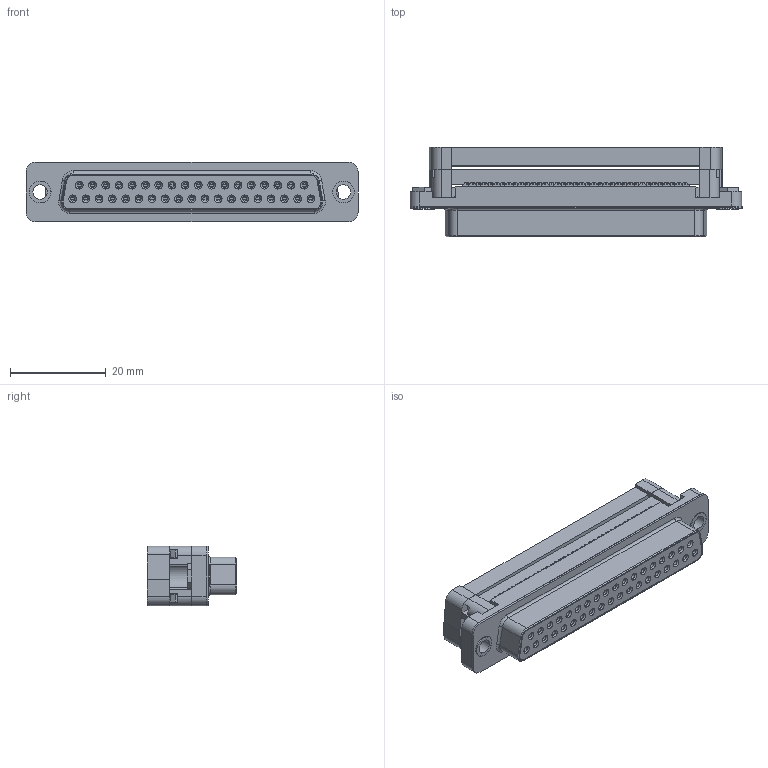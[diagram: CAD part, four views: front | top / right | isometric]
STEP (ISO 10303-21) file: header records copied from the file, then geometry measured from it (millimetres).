
FILE_DESCRIPTION(/* description */ ('Unknown'),/* implementation_level */ '2;1');
FILE_NAME(/* name */ '618037227221',/* time_stamp */ '2018-10-29T17:19:37+01:00',/* author */ ('Unknown'),/* organization */ ('Unknown'),/* preprocessor_version */ 'ST-DEVELOPER v16.7',/* originating_system */ 'DEX',/* authorisation */ $);
FILE_SCHEMA (('AUTOMOTIVE_DESIGN {1 0 10303 214 3 1 1}'));
Products named in the file (43): 6180xx227221_Close; 618037227221; 6180xx227221_PIN; 6180xx227221_PIN02; 6180xx227221_PIN12; 6180xx227221_PIN10; 6180xx227221_PIN11; 6180xx227221_PIN09; 6180xx227221_PIN08; 6180xx227221_PIN07; 61803722x221_Strain Relief; 6180xx227221_PIN04; 61803722x221_Pad; 6180xx227221_PIN06; 6180xx227221_PIN05; 6180xx22x221_ECROU; 6180xx227221_PIN03; 6180xx227221_PIN13; 6180xx227221_PIN14; 6180xx227221_PIN15; 6180xx227221_PIN16; 6180xx227221_PIN17; 6180xx227221_PIN18; 6180xx227221_PIN19; 6180xx227221_PIN20; 6180xx227221_PIN21; 6180xx227221_PIN22; 6180xx227221_PIN23; 6180xx227221_PIN24; 6180xx227221_PIN25; 6180xx227221_PIN26; 6180xx227221_PIN27; 6180xx227221_PIN28; 6180xx227221_PIN29; 6180xx227221_PIN30; 6180xx227221_PIN31; 6180xx227221_PIN32; 6180xx227221_PIN33; 6180xx227221_PIN34; 6180xx227221_PIN35 ...
Assembly tree (43 placements, depth 2):
  6180xx227221_Close
    618037227221
    6180xx227221_PIN
    6180xx227221_PIN02
    6180xx227221_PIN12
    6180xx227221_PIN10
    6180xx227221_PIN11
    6180xx227221_PIN09
    6180xx227221_PIN08
    6180xx227221_PIN07
    61803722x221_Strain Relief
    6180xx227221_PIN04
    61803722x221_Pad
    6180xx227221_PIN06
    6180xx227221_PIN05
    6180xx22x221_ECROU  x2
    618037227221
    6180xx227221_PIN03
    6180xx227221_PIN13
    6180xx227221_PIN14
    6180xx227221_PIN15
    6180xx227221_PIN16
    6180xx227221_PIN17
    6180xx227221_PIN18
    6180xx227221_PIN19
    6180xx227221_PIN20
    6180xx227221_PIN21
    6180xx227221_PIN22
    6180xx227221_PIN23
    6180xx227221_PIN24
    6180xx227221_PIN25
    6180xx227221_PIN26
    6180xx227221_PIN27
    6180xx227221_PIN28
    6180xx227221_PIN29
    6180xx227221_PIN30
    6180xx227221_PIN31
    6180xx227221_PIN32
    6180xx227221_PIN33
    6180xx227221_PIN34
    6180xx227221_PIN35
    6180xx227221_PIN36
    6180xx227221_PIN37
Bounding box: 69.5 x 18.7 x 12.5 mm (x, y, z)
Volume: 9195.8 mm3; surface area: 15427.8 mm2
Topology: 43 solids, 43 shells, 3479 faces, 9483 edges, 6073 vertices
Faces by surface type: plane 2766, cylinder 506, bspline 148, cone 45, torus 14
Full cylindrical faces by diameter (mm): 1 x37, 3 x2, 4 x4, 4.1 x2, 4.5 x2
Entity records: 123865 total; most frequent: CARTESIAN_POINT 21760, ORIENTED_EDGE 18652, DIRECTION 17152, EDGE_CURVE 9326, LINE 7632, VECTOR 7632, VERTEX_POINT 6012, AXIS2_PLACEMENT_3D 4760
